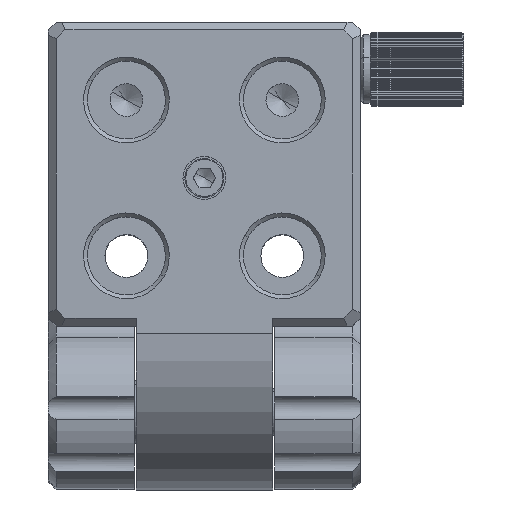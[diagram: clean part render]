
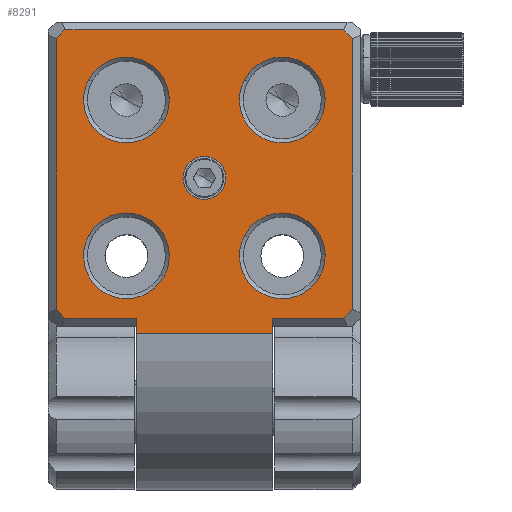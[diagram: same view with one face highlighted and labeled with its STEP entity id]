
A CAD part, top view. The second image highlights one B-rep face of the part: STEP entity #8291.
In plain terms, the highlighted planar face has unit normal (0, 0, 1).
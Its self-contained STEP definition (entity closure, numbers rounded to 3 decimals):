
#5574=AXIS2_PLACEMENT_3D('Circle Axis2P3D',#5572,#5573,$) ;
#5607=AXIS2_PLACEMENT_3D('Circle Axis2P3D',#5605,#5606,$) ;
#7934=AXIS2_PLACEMENT_3D('Circle Axis2P3D',#7932,#7933,$) ;
#7951=AXIS2_PLACEMENT_3D('Circle Axis2P3D',#7949,#7950,$) ;
#8039=AXIS2_PLACEMENT_3D('Circle Axis2P3D',#8037,#8038,$) ;
#8056=AXIS2_PLACEMENT_3D('Circle Axis2P3D',#8054,#8055,$) ;
#8144=AXIS2_PLACEMENT_3D('Circle Axis2P3D',#8142,#8143,$) ;
#8161=AXIS2_PLACEMENT_3D('Circle Axis2P3D',#8159,#8160,$) ;
#8231=AXIS2_PLACEMENT_3D('Plane Axis2P3D',#8228,#8229,#8230) ;
#8259=AXIS2_PLACEMENT_3D('Circle Axis2P3D',#8257,#8258,$) ;
#8268=AXIS2_PLACEMENT_3D('Circle Axis2P3D',#8266,#8267,$) ;
#5572=CARTESIAN_POINT('Axis2P3D Location',(0.,-40.,80.)) ;
#5576=CARTESIAN_POINT('Vertex',(-4.827,-37.363,80.)) ;
#5578=CARTESIAN_POINT('Vertex',(4.827,-42.637,80.)) ;
#5605=CARTESIAN_POINT('Axis2P3D Location',(0.,-40.,80.)) ;
#7181=CARTESIAN_POINT('Line Origine',(-38.,-40.,80.)) ;
#7185=CARTESIAN_POINT('Vertex',(-38.,-4.243,80.)) ;
#7187=CARTESIAN_POINT('Vertex',(-38.,-73.757,80.)) ;
#7266=CARTESIAN_POINT('Line Origine',(-36.879,-3.121,80.)) ;
#7270=CARTESIAN_POINT('Vertex',(-35.757,-2.,80.)) ;
#7291=CARTESIAN_POINT('Line Origine',(1.,-2.,80.)) ;
#7295=CARTESIAN_POINT('Vertex',(35.757,-2.,80.)) ;
#7359=CARTESIAN_POINT('Vertex',(38.,-4.243,80.)) ;
#7362=CARTESIAN_POINT('Line Origine',(36.879,-3.121,80.)) ;
#7384=CARTESIAN_POINT('Vertex',(38.,-73.757,80.)) ;
#7387=CARTESIAN_POINT('Line Origine',(38.,-41.,80.)) ;
#7443=CARTESIAN_POINT('Line Origine',(-35.879,-75.879,80.)) ;
#7447=CARTESIAN_POINT('Vertex',(-35.757,-76.,80.)) ;
#7472=CARTESIAN_POINT('Vertex',(-17.5,-76.,80.)) ;
#7475=CARTESIAN_POINT('Line Origine',(0.,-76.,80.)) ;
#7505=CARTESIAN_POINT('Vertex',(17.5,-80.,80.)) ;
#7508=CARTESIAN_POINT('Line Origine',(0.,-80.,80.)) ;
#7512=CARTESIAN_POINT('Vertex',(-17.5,-80.,80.)) ;
#7569=CARTESIAN_POINT('Vertex',(35.757,-76.,80.)) ;
#7572=CARTESIAN_POINT('Line Origine',(35.879,-75.879,80.)) ;
#7595=CARTESIAN_POINT('Vertex',(17.5,-76.,80.)) ;
#7598=CARTESIAN_POINT('Line Origine',(0.,-76.,80.)) ;
#7922=CARTESIAN_POINT('Vertex',(-10.347,-25.274,80.)) ;
#7929=CARTESIAN_POINT('Vertex',(-29.653,-14.726,80.)) ;
#7932=CARTESIAN_POINT('Axis2P3D Location',(-20.,-20.,80.)) ;
#7949=CARTESIAN_POINT('Axis2P3D Location',(-20.,-20.,80.)) ;
#8027=CARTESIAN_POINT('Vertex',(-10.347,-65.274,80.)) ;
#8034=CARTESIAN_POINT('Vertex',(-29.653,-54.726,80.)) ;
#8037=CARTESIAN_POINT('Axis2P3D Location',(-20.,-60.,80.)) ;
#8054=CARTESIAN_POINT('Axis2P3D Location',(-20.,-60.,80.)) ;
#8132=CARTESIAN_POINT('Vertex',(29.653,-65.274,80.)) ;
#8139=CARTESIAN_POINT('Vertex',(10.347,-54.726,80.)) ;
#8142=CARTESIAN_POINT('Axis2P3D Location',(20.,-60.,80.)) ;
#8159=CARTESIAN_POINT('Axis2P3D Location',(20.,-60.,80.)) ;
#8228=CARTESIAN_POINT('Axis2P3D Location',(0.,0.,80.)) ;
#8233=CARTESIAN_POINT('Line Origine',(-17.5,-78.,80.)) ;
#8238=CARTESIAN_POINT('Line Origine',(17.5,-78.,80.)) ;
#8257=CARTESIAN_POINT('Axis2P3D Location',(20.,-20.,80.)) ;
#8261=CARTESIAN_POINT('Vertex',(29.653,-25.274,80.)) ;
#8263=CARTESIAN_POINT('Vertex',(10.347,-14.726,80.)) ;
#8266=CARTESIAN_POINT('Axis2P3D Location',(20.,-20.,80.)) ;
#5573=DIRECTION('Axis2P3D Direction',(0.,-0.,-1.)) ;
#5606=DIRECTION('Axis2P3D Direction',(0.,-0.,-1.)) ;
#7182=DIRECTION('Vector Direction',(0.,1.,0.)) ;
#7267=DIRECTION('Vector Direction',(0.707,0.707,0.)) ;
#7292=DIRECTION('Vector Direction',(-1.,0.,0.)) ;
#7363=DIRECTION('Vector Direction',(-0.707,0.707,0.)) ;
#7388=DIRECTION('Vector Direction',(0.,1.,0.)) ;
#7444=DIRECTION('Vector Direction',(-0.707,0.707,0.)) ;
#7476=DIRECTION('Vector Direction',(1.,0.,0.)) ;
#7509=DIRECTION('Vector Direction',(1.,0.,0.)) ;
#7573=DIRECTION('Vector Direction',(0.707,0.707,0.)) ;
#7599=DIRECTION('Vector Direction',(1.,0.,0.)) ;
#7933=DIRECTION('Axis2P3D Direction',(0.,0.,-1.)) ;
#7950=DIRECTION('Axis2P3D Direction',(0.,0.,-1.)) ;
#8038=DIRECTION('Axis2P3D Direction',(0.,0.,-1.)) ;
#8055=DIRECTION('Axis2P3D Direction',(0.,-0.,-1.)) ;
#8143=DIRECTION('Axis2P3D Direction',(0.,0.,-1.)) ;
#8160=DIRECTION('Axis2P3D Direction',(0.,-0.,-1.)) ;
#8229=DIRECTION('Axis2P3D Direction',(-0.,-0.,-1.)) ;
#8230=DIRECTION('Axis2P3D XDirection',(0.,-1.,0.)) ;
#8234=DIRECTION('Vector Direction',(0.,-1.,0.)) ;
#8239=DIRECTION('Vector Direction',(0.,-1.,0.)) ;
#8258=DIRECTION('Axis2P3D Direction',(-0.,-0.,-1.)) ;
#8267=DIRECTION('Axis2P3D Direction',(-0.,-0.,-1.)) ;
#7183=VECTOR('Line Direction',#7182,1.) ;
#7268=VECTOR('Line Direction',#7267,1.) ;
#7293=VECTOR('Line Direction',#7292,1.) ;
#7364=VECTOR('Line Direction',#7363,1.) ;
#7389=VECTOR('Line Direction',#7388,1.) ;
#7445=VECTOR('Line Direction',#7444,1.) ;
#7477=VECTOR('Line Direction',#7476,1.) ;
#7510=VECTOR('Line Direction',#7509,1.) ;
#7574=VECTOR('Line Direction',#7573,1.) ;
#7600=VECTOR('Line Direction',#7599,1.) ;
#8235=VECTOR('Line Direction',#8234,1.) ;
#8240=VECTOR('Line Direction',#8239,1.) ;
#8244=ORIENTED_EDGE('',*,*,#7602,.F.) ;
#8245=ORIENTED_EDGE('',*,*,#7576,.F.) ;
#8246=ORIENTED_EDGE('',*,*,#7391,.F.) ;
#8247=ORIENTED_EDGE('',*,*,#7366,.F.) ;
#8248=ORIENTED_EDGE('',*,*,#7297,.T.) ;
#8249=ORIENTED_EDGE('',*,*,#7272,.F.) ;
#8250=ORIENTED_EDGE('',*,*,#7189,.T.) ;
#8251=ORIENTED_EDGE('',*,*,#7449,.F.) ;
#8252=ORIENTED_EDGE('',*,*,#7479,.F.) ;
#8253=ORIENTED_EDGE('',*,*,#8237,.F.) ;
#8254=ORIENTED_EDGE('',*,*,#7514,.F.) ;
#8255=ORIENTED_EDGE('',*,*,#8242,.F.) ;
#8272=ORIENTED_EDGE('',*,*,#8265,.T.) ;
#8273=ORIENTED_EDGE('',*,*,#8270,.T.) ;
#8276=ORIENTED_EDGE('',*,*,#8146,.T.) ;
#8277=ORIENTED_EDGE('',*,*,#8163,.T.) ;
#8280=ORIENTED_EDGE('',*,*,#8041,.T.) ;
#8281=ORIENTED_EDGE('',*,*,#8058,.T.) ;
#8284=ORIENTED_EDGE('',*,*,#7936,.T.) ;
#8285=ORIENTED_EDGE('',*,*,#7953,.T.) ;
#8288=ORIENTED_EDGE('',*,*,#5609,.T.) ;
#8289=ORIENTED_EDGE('',*,*,#5580,.T.) ;
#8274=FACE_BOUND('',#8271,.T.) ;
#8278=FACE_BOUND('',#8275,.T.) ;
#8282=FACE_BOUND('',#8279,.T.) ;
#8286=FACE_BOUND('',#8283,.T.) ;
#8290=FACE_BOUND('',#8287,.T.) ;
#8291=ADVANCED_FACE('PartBody',(#8256,#8274,#8278,#8282,#8286,#8290),#8232,.F.) ;
#5575=CIRCLE('generated circle',#5574,5.5) ;
#5608=CIRCLE('generated circle',#5607,5.5) ;
#7935=CIRCLE('generated circle',#7934,11.) ;
#7952=CIRCLE('generated circle',#7951,11.) ;
#8040=CIRCLE('generated circle',#8039,11.) ;
#8057=CIRCLE('generated circle',#8056,11.) ;
#8145=CIRCLE('generated circle',#8144,11.) ;
#8162=CIRCLE('generated circle',#8161,11.) ;
#8260=CIRCLE('generated circle',#8259,11.) ;
#8269=CIRCLE('generated circle',#8268,11.) ;
#5580=EDGE_CURVE('',#5577,#5579,#5575,.T.) ;
#5609=EDGE_CURVE('',#5579,#5577,#5608,.T.) ;
#7189=EDGE_CURVE('',#7186,#7188,#7184,.F.) ;
#7272=EDGE_CURVE('',#7186,#7271,#7269,.T.) ;
#7297=EDGE_CURVE('',#7296,#7271,#7294,.T.) ;
#7366=EDGE_CURVE('',#7296,#7360,#7365,.F.) ;
#7391=EDGE_CURVE('',#7360,#7385,#7390,.F.) ;
#7449=EDGE_CURVE('',#7448,#7188,#7446,.T.) ;
#7479=EDGE_CURVE('',#7473,#7448,#7478,.F.) ;
#7514=EDGE_CURVE('',#7506,#7513,#7511,.F.) ;
#7576=EDGE_CURVE('',#7385,#7570,#7575,.F.) ;
#7602=EDGE_CURVE('',#7570,#7596,#7601,.F.) ;
#7936=EDGE_CURVE('',#7923,#7930,#7935,.T.) ;
#7953=EDGE_CURVE('',#7930,#7923,#7952,.T.) ;
#8041=EDGE_CURVE('',#8028,#8035,#8040,.T.) ;
#8058=EDGE_CURVE('',#8035,#8028,#8057,.T.) ;
#8146=EDGE_CURVE('',#8133,#8140,#8145,.T.) ;
#8163=EDGE_CURVE('',#8140,#8133,#8162,.T.) ;
#8237=EDGE_CURVE('',#7513,#7473,#8236,.F.) ;
#8242=EDGE_CURVE('',#7596,#7506,#8241,.T.) ;
#8265=EDGE_CURVE('',#8262,#8264,#8260,.T.) ;
#8270=EDGE_CURVE('',#8264,#8262,#8269,.T.) ;
#8243=EDGE_LOOP('',(#8244,#8245,#8246,#8247,#8248,#8249,#8250,#8251,#8252,#8253,#8254,#8255)) ;
#8271=EDGE_LOOP('',(#8272,#8273)) ;
#8275=EDGE_LOOP('',(#8276,#8277)) ;
#8279=EDGE_LOOP('',(#8280,#8281)) ;
#8283=EDGE_LOOP('',(#8284,#8285)) ;
#8287=EDGE_LOOP('',(#8288,#8289)) ;
#8256=FACE_OUTER_BOUND('',#8243,.T.) ;
#7184=LINE('Line',#7181,#7183) ;
#7269=LINE('Line',#7266,#7268) ;
#7294=LINE('Line',#7291,#7293) ;
#7365=LINE('Line',#7362,#7364) ;
#7390=LINE('Line',#7387,#7389) ;
#7446=LINE('Line',#7443,#7445) ;
#7478=LINE('Line',#7475,#7477) ;
#7511=LINE('Line',#7508,#7510) ;
#7575=LINE('Line',#7572,#7574) ;
#7601=LINE('Line',#7598,#7600) ;
#8236=LINE('Line',#8233,#8235) ;
#8241=LINE('Line',#8238,#8240) ;
#8232=PLANE('Plane',#8231) ;
#5577=VERTEX_POINT('',#5576) ;
#5579=VERTEX_POINT('',#5578) ;
#7186=VERTEX_POINT('',#7185) ;
#7188=VERTEX_POINT('',#7187) ;
#7271=VERTEX_POINT('',#7270) ;
#7296=VERTEX_POINT('',#7295) ;
#7360=VERTEX_POINT('',#7359) ;
#7385=VERTEX_POINT('',#7384) ;
#7448=VERTEX_POINT('',#7447) ;
#7473=VERTEX_POINT('',#7472) ;
#7506=VERTEX_POINT('',#7505) ;
#7513=VERTEX_POINT('',#7512) ;
#7570=VERTEX_POINT('',#7569) ;
#7596=VERTEX_POINT('',#7595) ;
#7923=VERTEX_POINT('',#7922) ;
#7930=VERTEX_POINT('',#7929) ;
#8028=VERTEX_POINT('',#8027) ;
#8035=VERTEX_POINT('',#8034) ;
#8133=VERTEX_POINT('',#8132) ;
#8140=VERTEX_POINT('',#8139) ;
#8262=VERTEX_POINT('',#8261) ;
#8264=VERTEX_POINT('',#8263) ;
